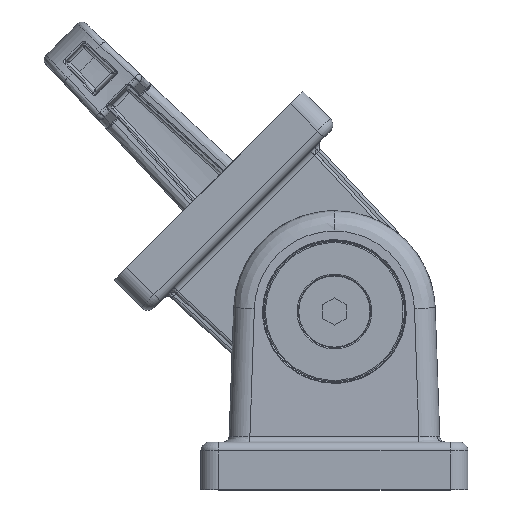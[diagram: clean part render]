
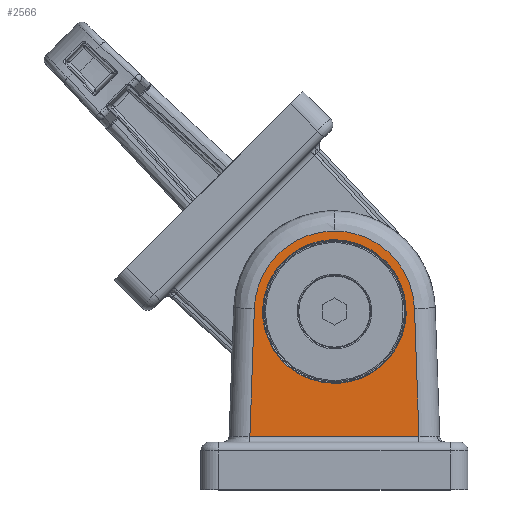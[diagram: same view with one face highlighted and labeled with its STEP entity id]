
A CAD part, top view. The second image highlights one B-rep face of the part: STEP entity #2566.
In plain terms, the highlighted planar face has unit normal (0, 0.018, 1).
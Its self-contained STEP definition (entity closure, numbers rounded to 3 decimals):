
#2566=ADVANCED_FACE('NONE',(#6216,#6217),#6218,.F.);
#6216=FACE_OUTER_BOUND('',#14695,.T.);
#6217=FACE_BOUND('',#14696,.T.);
#6218=PLANE('',#14697);
#14695=EDGE_LOOP('',(#24891,#24892,#24893,#24894,#24895));
#14696=EDGE_LOOP('',(#24896,#24897));
#14697=AXIS2_PLACEMENT_3D('',#24898,#24899,#24900);
#24891=ORIENTED_EDGE('',*,*,#35525,.T.);
#24892=ORIENTED_EDGE('',*,*,#35526,.T.);
#24893=ORIENTED_EDGE('',*,*,#35527,.T.);
#24894=ORIENTED_EDGE('',*,*,#35528,.T.);
#24895=ORIENTED_EDGE('',*,*,#35520,.T.);
#24896=ORIENTED_EDGE('',*,*,#35426,.T.);
#24897=ORIENTED_EDGE('',*,*,#35529,.T.);
#24898=CARTESIAN_POINT('',(-20.0,0.0,20.0));
#24899=DIRECTION('',(0.0,-0.017,-1.));
#24900=DIRECTION('',(0.0,-1.,0.017));
#35426=EDGE_CURVE('NONE',#41026,#41024,#41027,.T.);
#35520=EDGE_CURVE('NONE',#41174,#41175,#41176,.T.);
#35525=EDGE_CURVE('NONE',#41175,#41183,#41184,.T.);
#35526=EDGE_CURVE('NONE',#41183,#41108,#41185,.T.);
#35527=EDGE_CURVE('NONE',#41108,#41186,#41187,.T.);
#35528=EDGE_CURVE('NONE',#41186,#41174,#41188,.T.);
#35529=EDGE_CURVE('NONE',#41024,#41026,#41189,.T.);
#41024=VERTEX_POINT('NONE',#50745);
#41026=VERTEX_POINT('NONE',#50747);
#41027=(B_SPLINE_CURVE(3,(#50749,#50750,#50751,#50752),.UNSPECIFIED.,.F.,.F.)B_SPLINE_CURVE_WITH_KNOTS((4,4),(0.0,3.142),.UNSPECIFIED.)RATIONAL_B_SPLINE_CURVE((1.0,0.333,0.333,1.0))BOUNDED_CURVE()REPRESENTATION_ITEM('')GEOMETRIC_REPRESENTATION_ITEM()CURVE());
#41108=VERTEX_POINT('NONE',#50865);
#41174=VERTEX_POINT('NONE',#50968);
#41175=VERTEX_POINT('NONE',#50969);
#41176=(B_SPLINE_CURVE(3,(#50971,#50972,#50973,#50974),.UNSPECIFIED.,.F.,.F.)B_SPLINE_CURVE_WITH_KNOTS((4,4),(0.0,1.536),.UNSPECIFIED.)RATIONAL_B_SPLINE_CURVE((1.0,0.813,0.813,1.0))BOUNDED_CURVE()REPRESENTATION_ITEM('')GEOMETRIC_REPRESENTATION_ITEM()CURVE());
#41183=VERTEX_POINT('NONE',#50997);
#41184=LINE('',#50998,#50999);
#41185=LINE('',#51000,#51001);
#41186=VERTEX_POINT('NONE',#51002);
#41187=LINE('',#51003,#51004);
#41188=(B_SPLINE_CURVE(3,(#51006,#51007,#51008,#51009),.UNSPECIFIED.,.F.,.F.)B_SPLINE_CURVE_WITH_KNOTS((4,4),(4.747,6.283),.UNSPECIFIED.)RATIONAL_B_SPLINE_CURVE((1.0,0.813,0.813,1.0))BOUNDED_CURVE()REPRESENTATION_ITEM('')GEOMETRIC_REPRESENTATION_ITEM()CURVE());
#41189=(B_SPLINE_CURVE(3,(#51017,#51018,#51019,#51020),.UNSPECIFIED.,.F.,.F.)B_SPLINE_CURVE_WITH_KNOTS((4,4),(3.142,6.283),.UNSPECIFIED.)RATIONAL_B_SPLINE_CURVE((1.0,0.333,0.333,1.0))BOUNDED_CURVE()REPRESENTATION_ITEM('')GEOMETRIC_REPRESENTATION_ITEM()CURVE());
#50745=CARTESIAN_POINT('',(0.,9.902,19.827));
#50747=CARTESIAN_POINT('',(0.0,34.102,19.405));
#50749=CARTESIAN_POINT('',(0.0,34.102,19.405));
#50750=CARTESIAN_POINT('',(24.2,34.102,19.405));
#50751=CARTESIAN_POINT('',(24.2,9.902,19.827));
#50752=CARTESIAN_POINT('',(0.,9.902,19.827));
#50865=CARTESIAN_POINT('',(14.244,0.983,19.983));
#50968=CARTESIAN_POINT('',(0.,35.561,19.379));
#50969=CARTESIAN_POINT('',(-13.492,22.532,19.607));
#50971=CARTESIAN_POINT('',(0.,35.561,19.379));
#50972=CARTESIAN_POINT('',(-7.691,35.561,19.379));
#50973=CARTESIAN_POINT('',(-13.223,30.218,19.473));
#50974=CARTESIAN_POINT('',(-13.492,22.532,19.607));
#50997=CARTESIAN_POINT('',(-14.244,0.983,19.983));
#50998=CARTESIAN_POINT('',(-14.286,-0.199,20.003));
#50999=VECTOR('',#61729,1000.0);
#51000=CARTESIAN_POINT('',(14.279,0.983,19.983));
#51001=VECTOR('',#61730,1000.0);
#51002=CARTESIAN_POINT('',(13.492,22.532,19.607));
#51003=CARTESIAN_POINT('',(14.237,1.195,19.979));
#51004=VECTOR('',#61731,1000.0);
#51006=CARTESIAN_POINT('',(13.492,22.532,19.607));
#51007=CARTESIAN_POINT('',(13.223,30.218,19.473));
#51008=CARTESIAN_POINT('',(7.691,35.561,19.379));
#51009=CARTESIAN_POINT('',(0.,35.561,19.379));
#51017=CARTESIAN_POINT('',(0.,9.902,19.827));
#51018=CARTESIAN_POINT('',(-24.2,9.902,19.827));
#51019=CARTESIAN_POINT('',(-24.2,34.102,19.405));
#51020=CARTESIAN_POINT('',(0.0,34.102,19.405));
#61729=DIRECTION('',(-0.035,-0.999,0.017));
#61730=DIRECTION('',(1.0,0.0,0.0));
#61731=DIRECTION('',(-0.035,0.999,-0.017));
